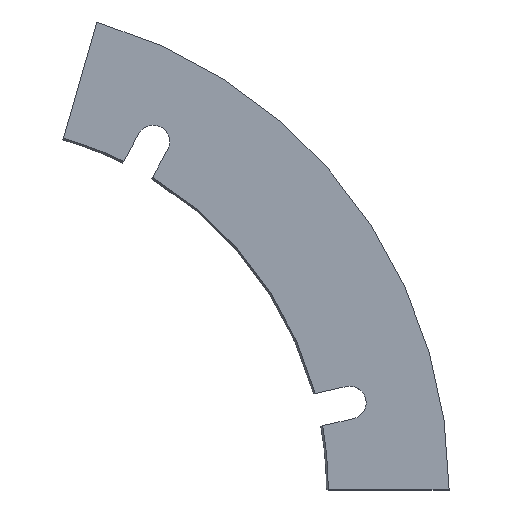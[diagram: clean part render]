
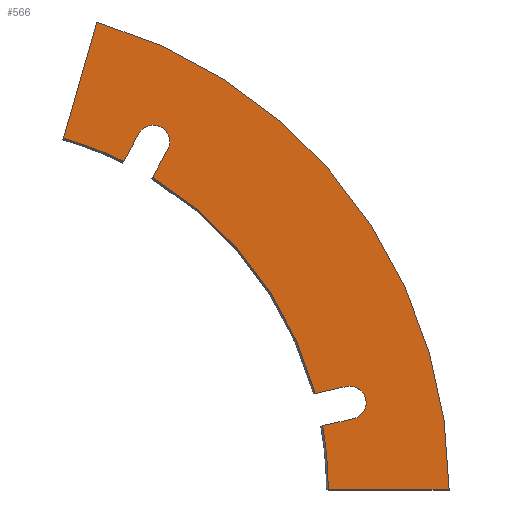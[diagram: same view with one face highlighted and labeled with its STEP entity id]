
A CAD part, top view. The second image highlights one B-rep face of the part: STEP entity #566.
In plain terms, the highlighted planar face has unit normal (0, 0, 1).
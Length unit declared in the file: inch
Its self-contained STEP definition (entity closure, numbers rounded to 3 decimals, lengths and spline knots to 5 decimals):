
#8 = VERTEX_POINT ( 'NONE', #717 ) ;
#12 = AXIS2_PLACEMENT_3D ( 'NONE', #316, #443, #439 ) ;
#21 = CIRCLE ( 'NONE', #748, 0.28125 ) ;
#41 = PLANE ( 'NONE',  #263 ) ;
#46 = DIRECTION ( 'NONE',  ( 0., 0., 1. ) ) ;
#49 = LINE ( 'NONE', #302, #550 ) ;
#52 = ORIENTED_EDGE ( 'NONE', *, *, #205, .T. ) ;
#67 = CARTESIAN_POINT ( 'NONE',  ( 6.25, 0., 0. ) ) ;
#96 = VERTEX_POINT ( 'NONE', #800 ) ;
#98 = CARTESIAN_POINT ( 'NONE',  ( 6.219, 0., 0. ) ) ;
#117 = ORIENTED_EDGE ( 'NONE', *, *, #213, .F. ) ;
#121 = DIRECTION ( 'NONE',  ( 0., 0., -1. ) ) ;
#127 = VERTEX_POINT ( 'NONE', #679 ) ;
#128 = CARTESIAN_POINT ( 'NONE',  ( 6.55378, 1.76517, 0. ) ) ;
#163 = DIRECTION ( 'NONE',  ( 1., 0., 0. ) ) ;
#165 = ORIENTED_EDGE ( 'NONE', *, *, #408, .T. ) ;
#182 = CARTESIAN_POINT ( 'NONE',  ( 3.54298, 5.94558, 0. ) ) ;
#188 = ORIENTED_EDGE ( 'NONE', *, *, #807, .F. ) ;
#204 = ORIENTED_EDGE ( 'NONE', *, *, #530, .F. ) ;
#205 = EDGE_CURVE ( 'NONE', #806, #825, #388, .T. ) ;
#213 = EDGE_CURVE ( 'NONE', #455, #334, #617, .T. ) ;
#214 = CARTESIAN_POINT ( 'NONE',  ( 0., 0., 0. ) ) ;
#215 = EDGE_LOOP ( 'NONE', ( #708, #656, #52, #544, #301, #188, #165, #204, #278, #117, #655, #271, #311, #669 ) ) ;
#235 = EDGE_CURVE ( 'NONE', #334, #96, #370, .T. ) ;
#239 = CARTESIAN_POINT ( 'NONE',  ( 0., 0., 0. ) ) ;
#242 = AXIS2_PLACEMENT_3D ( 'NONE', #270, #273, #599 ) ;
#243 = DIRECTION ( 'NONE',  ( 0.276, 0.961, 0. ) ) ;
#250 = CIRCLE ( 'NONE', #358, 0.28125 ) ;
#257 = DIRECTION ( 'NONE',  ( 0., 0., 1. ) ) ;
#263 = AXIS2_PLACEMENT_3D ( 'NONE', #214, #809, #163 ) ;
#264 = LINE ( 'NONE', #279, #428 ) ;
#270 = CARTESIAN_POINT ( 'NONE',  ( 0., 0., 0. ) ) ;
#271 = ORIENTED_EDGE ( 'NONE', *, *, #706, .T. ) ;
#273 = DIRECTION ( 'NONE',  ( 0., 0., -1. ) ) ;
#276 = CARTESIAN_POINT ( 'NONE',  ( 3.50831, 5.8103, 0. ) ) ;
#278 = ORIENTED_EDGE ( 'NONE', *, *, #235, .F. ) ;
#279 = CARTESIAN_POINT ( 'NONE',  ( 3.01515, 6.08085, 0. ) ) ;
#288 = CIRCLE ( 'NONE', #12, 6.25 ) ;
#299 = CARTESIAN_POINT ( 'NONE',  ( 6.61561, 1.4908, 0. ) ) ;
#301 = ORIENTED_EDGE ( 'NONE', *, *, #339, .T. ) ;
#302 = CARTESIAN_POINT ( 'NONE',  ( 1.71939, 5.97659, 0. ) ) ;
#311 = ORIENTED_EDGE ( 'NONE', *, *, #740, .F. ) ;
#312 = EDGE_CURVE ( 'NONE', #8, #127, #21, .T. ) ;
#314 = VECTOR ( 'NONE', #777, 39.37008 ) ;
#316 = CARTESIAN_POINT ( 'NONE',  ( 0., 0., 0. ) ) ;
#334 = VERTEX_POINT ( 'NONE', #182 ) ;
#339 = EDGE_CURVE ( 'NONE', #497, #584, #578, .T. ) ;
#350 = DIRECTION ( 'NONE',  ( -0.481, -0.877, 0. ) ) ;
#358 = AXIS2_PLACEMENT_3D ( 'NONE', #299, #431, #505 ) ;
#360 = AXIS2_PLACEMENT_3D ( 'NONE', #831, #516, #369 ) ;
#367 = CARTESIAN_POINT ( 'NONE',  ( 6.15276, 1.0982, 0. ) ) ;
#369 = DIRECTION ( 'NONE',  ( 1., 0., 0. ) ) ;
#370 = CIRCLE ( 'NONE', #563, 0.28125 ) ;
#372 = VECTOR ( 'NONE', #479, 39.37008 ) ;
#380 = EDGE_CURVE ( 'NONE', #455, #801, #397, .T. ) ;
#383 = DIRECTION ( 'NONE',  ( -0.976, -0.22, 0. ) ) ;
#388 = CIRCLE ( 'NONE', #496, 6.25 ) ;
#389 = AXIS2_PLACEMENT_3D ( 'NONE', #239, #499, #436 ) ;
#391 = CARTESIAN_POINT ( 'NONE',  ( 1.72796, 6.00638, 0. ) ) ;
#397 = LINE ( 'NONE', #276, #486 ) ;
#406 = LINE ( 'NONE', #454, #314 ) ;
#408 = EDGE_CURVE ( 'NONE', #410, #782, #651, .T. ) ;
#410 = VERTEX_POINT ( 'NONE', #391 ) ;
#428 = VECTOR ( 'NONE', #350, 39.37008 ) ;
#431 = DIRECTION ( 'NONE',  ( 0., 0., 1. ) ) ;
#436 = DIRECTION ( 'NONE',  ( 1., 0., 0. ) ) ;
#439 = DIRECTION ( 'NONE',  ( 1., 0., 0. ) ) ;
#443 = DIRECTION ( 'NONE',  ( 0., 0., -1. ) ) ;
#454 = CARTESIAN_POINT ( 'NONE',  ( 6.67744, 1.21643, 0. ) ) ;
#455 = VERTEX_POINT ( 'NONE', #586 ) ;
#475 = CARTESIAN_POINT ( 'NONE',  ( 2.29832, 7.98897, 0. ) ) ;
#479 = DIRECTION ( 'NONE',  ( 1., 0., 0. ) ) ;
#480 = VECTOR ( 'NONE', #383, 39.37008 ) ;
#486 = VECTOR ( 'NONE', #781, 39.37008 ) ;
#496 = AXIS2_PLACEMENT_3D ( 'NONE', #702, #121, #827 ) ;
#497 = VERTEX_POINT ( 'NONE', #791 ) ;
#499 = DIRECTION ( 'NONE',  ( 0., 0., 1. ) ) ;
#505 = DIRECTION ( 'NONE',  ( 1., 0., 0. ) ) ;
#514 = EDGE_CURVE ( 'NONE', #728, #806, #406, .T. ) ;
#516 = DIRECTION ( 'NONE',  ( 0., 0., 1. ) ) ;
#530 = EDGE_CURVE ( 'NONE', #96, #782, #264, .T. ) ;
#544 = ORIENTED_EDGE ( 'NONE', *, *, #668, .T. ) ;
#550 = VECTOR ( 'NONE', #243, 39.37008 ) ;
#562 = CARTESIAN_POINT ( 'NONE',  ( 6.0291, 1.64694, 0. ) ) ;
#563 = AXIS2_PLACEMENT_3D ( 'NONE', #705, #257, #691 ) ;
#566 = ADVANCED_FACE ( 'NONE', ( #671 ), #41, .T. ) ;
#578 = CIRCLE ( 'NONE', #389, 8.313 ) ;
#584 = VERTEX_POINT ( 'NONE', #475 ) ;
#586 = CARTESIAN_POINT ( 'NONE',  ( 3.50831, 5.8103, 0. ) ) ;
#599 = DIRECTION ( 'NONE',  ( 1., 0., 0. ) ) ;
#617 = CIRCLE ( 'NONE', #360, 0.28125 ) ;
#627 = CARTESIAN_POINT ( 'NONE',  ( 6.61561, 1.4908, 0. ) ) ;
#651 = CIRCLE ( 'NONE', #242, 6.25 ) ;
#655 = ORIENTED_EDGE ( 'NONE', *, *, #380, .T. ) ;
#656 = ORIENTED_EDGE ( 'NONE', *, *, #514, .T. ) ;
#668 = EDGE_CURVE ( 'NONE', #825, #497, #804, .T. ) ;
#669 = ORIENTED_EDGE ( 'NONE', *, *, #312, .F. ) ;
#671 = FACE_OUTER_BOUND ( 'NONE', #215, .T. ) ;
#679 = CARTESIAN_POINT ( 'NONE',  ( 6.55378, 1.76517, 0. ) ) ;
#691 = DIRECTION ( 'NONE',  ( 1., 0., 0. ) ) ;
#702 = CARTESIAN_POINT ( 'NONE',  ( 0., 0., 0. ) ) ;
#704 = CARTESIAN_POINT ( 'NONE',  ( 3.24963, 5.33877, 0. ) ) ;
#705 = CARTESIAN_POINT ( 'NONE',  ( 3.26173, 5.94558, 0. ) ) ;
#706 = EDGE_CURVE ( 'NONE', #801, #778, #288, .T. ) ;
#708 = ORIENTED_EDGE ( 'NONE', *, *, #714, .F. ) ;
#714 = EDGE_CURVE ( 'NONE', #728, #8, #250, .T. ) ;
#717 = CARTESIAN_POINT ( 'NONE',  ( 6.89686, 1.4908, 0. ) ) ;
#728 = VERTEX_POINT ( 'NONE', #815 ) ;
#740 = EDGE_CURVE ( 'NONE', #127, #778, #829, .T. ) ;
#748 = AXIS2_PLACEMENT_3D ( 'NONE', #627, #46, #758 ) ;
#753 = CARTESIAN_POINT ( 'NONE',  ( 2.75646, 5.60931, 0. ) ) ;
#758 = DIRECTION ( 'NONE',  ( 1., 0., 0. ) ) ;
#777 = DIRECTION ( 'NONE',  ( -0.976, -0.22, 0. ) ) ;
#778 = VERTEX_POINT ( 'NONE', #562 ) ;
#781 = DIRECTION ( 'NONE',  ( -0.481, -0.877, 0. ) ) ;
#782 = VERTEX_POINT ( 'NONE', #753 ) ;
#791 = CARTESIAN_POINT ( 'NONE',  ( 8.313, 0., 0. ) ) ;
#800 = CARTESIAN_POINT ( 'NONE',  ( 3.01515, 6.08085, 0. ) ) ;
#801 = VERTEX_POINT ( 'NONE', #704 ) ;
#804 = LINE ( 'NONE', #98, #372 ) ;
#806 = VERTEX_POINT ( 'NONE', #367 ) ;
#807 = EDGE_CURVE ( 'NONE', #410, #584, #49, .T. ) ;
#809 = DIRECTION ( 'NONE',  ( 0., 0., 1. ) ) ;
#815 = CARTESIAN_POINT ( 'NONE',  ( 6.67744, 1.21643, 0. ) ) ;
#825 = VERTEX_POINT ( 'NONE', #67 ) ;
#827 = DIRECTION ( 'NONE',  ( 1., 0., 0. ) ) ;
#829 = LINE ( 'NONE', #128, #480 ) ;
#831 = CARTESIAN_POINT ( 'NONE',  ( 3.26173, 5.94558, 0. ) ) ;
